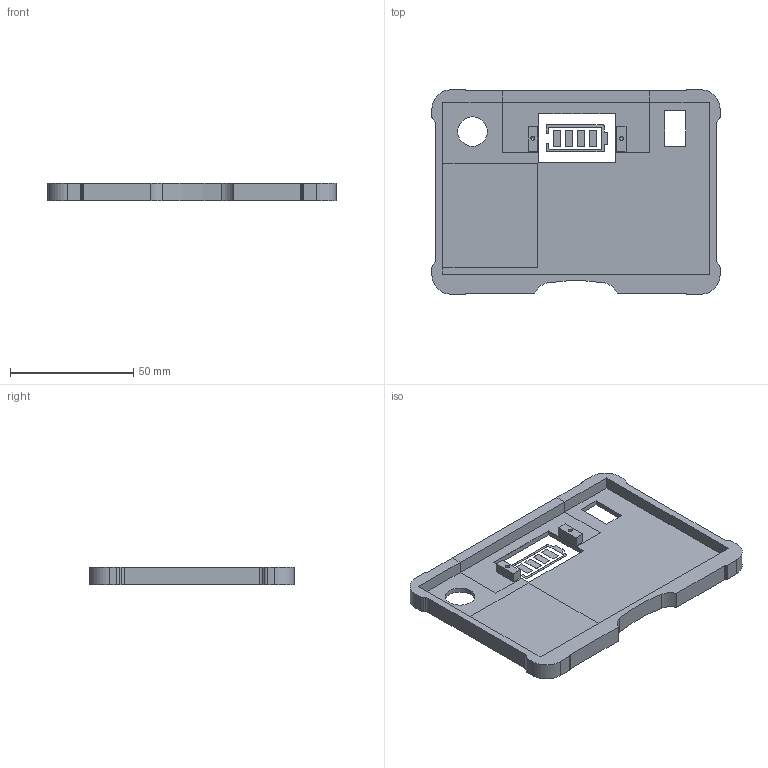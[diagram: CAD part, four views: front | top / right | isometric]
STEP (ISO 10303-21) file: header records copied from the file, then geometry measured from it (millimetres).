
FILE_DESCRIPTION(('FreeCAD Model'),'2;1');
FILE_NAME('Open CASCADE Shape Model','2024-09-09T16:59:50',(''),(''), 'Open CASCADE STEP processor 7.6','FreeCAD','Unknown');
FILE_SCHEMA(('AUTOMOTIVE_DESIGN { 1 0 10303 214 1 1 1 1 }'));
Length unit declared in the file: millimetre
Products named in the file (1): Cut
Bounding box: 117 x 83 x 7 mm (x, y, z)
Volume: 25539.7 mm3; surface area: 22406.3 mm2
Topology: 6 solids, 6 shells, 218 faces, 615 edges, 408 vertices
Faces by surface type: plane 128, bspline 50, cylinder 38, cone 2
Full cylindrical faces by diameter (mm): 1.6 x2, 12 x1
Entity records: 8830 total; most frequent: CARTESIAN_POINT 3490, ORIENTED_EDGE 1226, DIRECTION 877, EDGE_CURVE 613, VERTEX_POINT 408, LINE 387, VECTOR 387, AXIS2_PLACEMENT_3D 245
